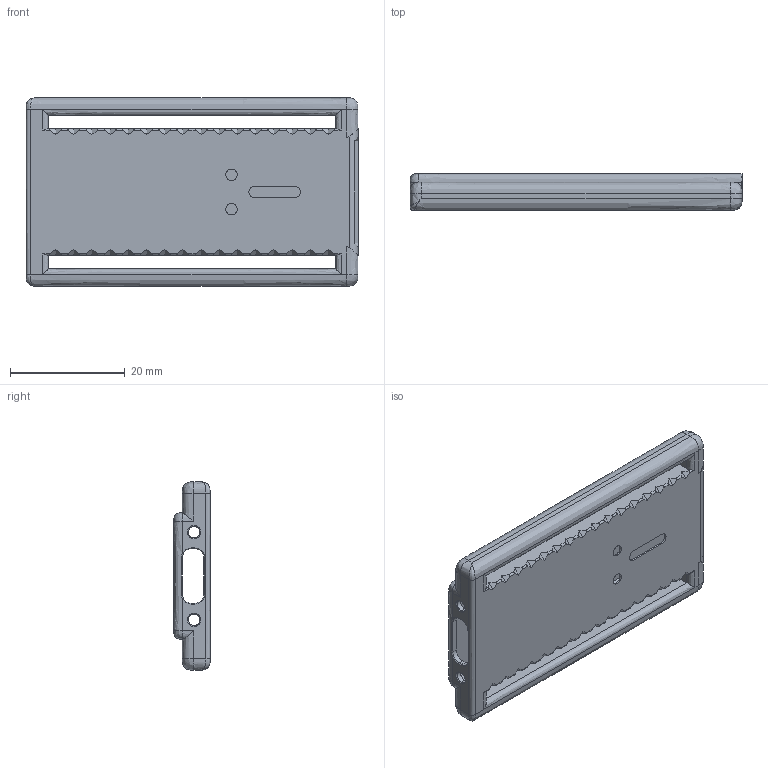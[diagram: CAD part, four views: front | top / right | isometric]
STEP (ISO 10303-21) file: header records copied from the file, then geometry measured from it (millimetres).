
FILE_DESCRIPTION (( 'STEP AP214' ), '1' );
FILE_NAME ('FuiminiCase.STEP', '2024-11-05T20:58:15', ( '' ), ( '' ), 'SwSTEP 2.0', 'SolidWorks 2024', '' );
FILE_SCHEMA (( 'AUTOMOTIVE_DESIGN' ));
Length unit declared in the file: millimetre
Products named in the file (1): FuiminiCase
Bounding box: 57.8 x 6.36 x 32.8 mm (x, y, z)
Volume: 3660.4 mm3; surface area: 7915 mm2
Topology: 2 solids, 2 shells, 468 faces, 1326 edges, 860 vertices
Faces by surface type: plane 334, cylinder 87, bspline 39, cone 8
Entity records: 19167 total; most frequent: CARTESIAN_POINT 7919, ORIENTED_EDGE 2648, DIRECTION 1866, EDGE_CURVE 1324, VECTOR 910, LINE 910, VERTEX_POINT 860, EDGE_LOOP 494
